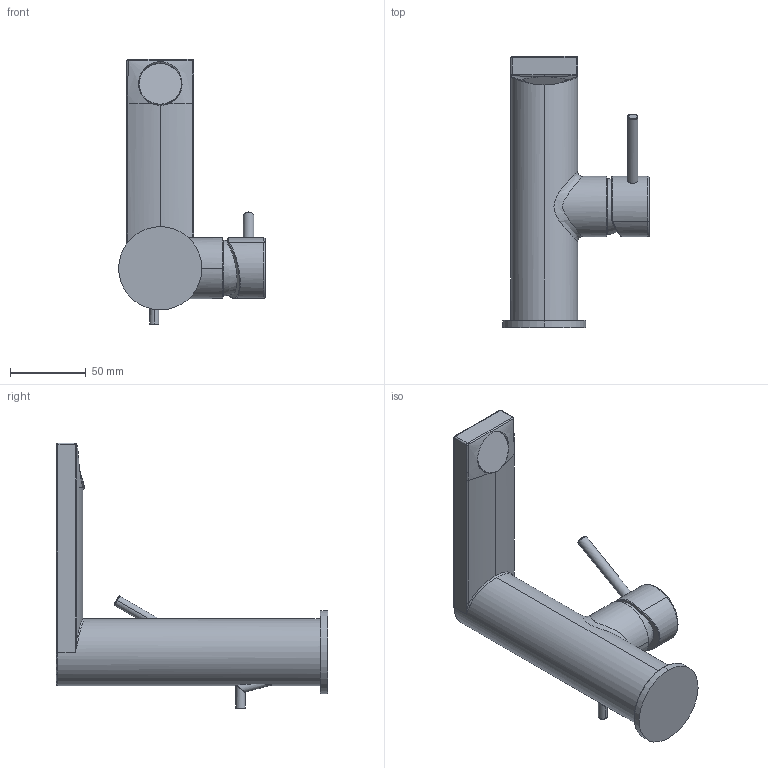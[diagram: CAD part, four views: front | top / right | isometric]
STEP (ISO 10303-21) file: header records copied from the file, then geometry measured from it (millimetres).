
FILE_DESCRIPTION (( 'STEP AP203' ), '1' );
FILE_NAME ('57152201.STEP', '2018-01-23T08:56:29', ( '' ), ( '' ), 'SwSTEP 2.0', 'SolidWorks 2016', '' );
FILE_SCHEMA (( 'CONFIG_CONTROL_DESIGN' ));
Length unit declared in the file: millimetre
Products named in the file (1): 57152201
Bounding box: 96.85 x 179 x 175.31 mm (x, y, z)
Volume: 423047.4 mm3; surface area: 52665.7 mm2
Topology: 1 solids, 1 shells, 94 faces, 231 edges, 137 vertices
Faces by surface type: bspline 41, cylinder 30, plane 14, torus 5, cone 4
Entity records: 6708 total; most frequent: CARTESIAN_POINT 4786, ORIENTED_EDGE 446, DIRECTION 284, EDGE_CURVE 223, VERTEX_POINT 137, AXIS2_PLACEMENT_3D 117, EDGE_LOOP 100, B_SPLINE_CURVE_WITH_KNOTS 98
